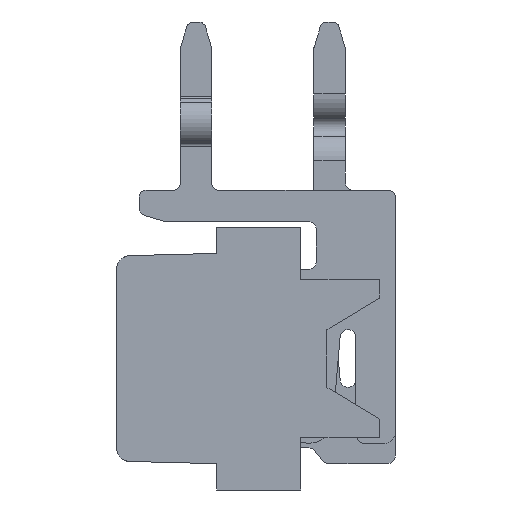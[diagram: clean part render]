
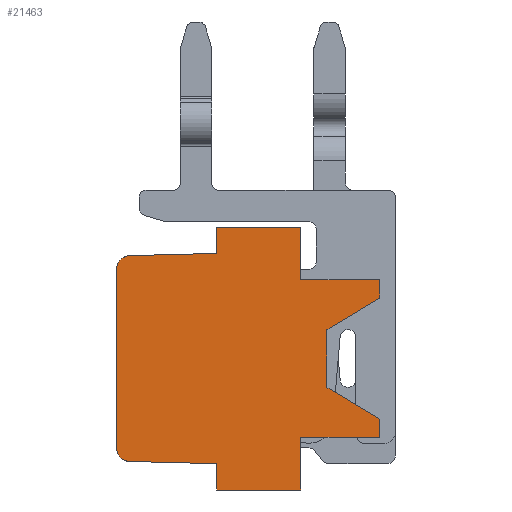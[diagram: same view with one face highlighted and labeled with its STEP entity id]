
A CAD part, left-side view. The second image highlights one B-rep face of the part: STEP entity #21463.
In plain terms, the highlighted planar face has unit normal (-1, 0, 0).
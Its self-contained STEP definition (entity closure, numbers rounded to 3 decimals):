
#420=PLANE('',#23120);
#1445=FACE_OUTER_BOUND('',#2507,.T.);
#2507=EDGE_LOOP('',(#18057,#18058,#18059,#18060,#18061,#18062,#18063,#18064,
#18065,#18066,#18067,#18068,#18069,#18070,#18071,#18072,#18073,#18074));
#3519=CIRCLE('',#23121,0.25);
#3520=CIRCLE('',#23122,0.25);
#5025=LINE('',#33651,#7581);
#5047=LINE('',#33698,#7603);
#5151=LINE('',#33897,#7707);
#5152=LINE('',#33901,#7708);
#5153=LINE('',#33905,#7709);
#5154=LINE('',#33906,#7710);
#5155=LINE('',#33908,#7711);
#5156=LINE('',#33910,#7712);
#5157=LINE('',#33912,#7713);
#5158=LINE('',#33914,#7714);
#5159=LINE('',#33916,#7715);
#5160=LINE('',#33918,#7716);
#5161=LINE('',#33919,#7717);
#5162=LINE('',#33921,#7718);
#5163=LINE('',#33923,#7719);
#5164=LINE('',#33925,#7720);
#7581=VECTOR('',#27494,1.6);
#7603=VECTOR('',#27522,1.);
#7707=VECTOR('',#27626,1.);
#7708=VECTOR('',#27629,3.413);
#7709=VECTOR('',#27632,1.657);
#7710=VECTOR('',#27633,0.5);
#7711=VECTOR('',#27634,1.5);
#7712=VECTOR('',#27635,0.35);
#7713=VECTOR('',#27636,1.166);
#7714=VECTOR('',#27637,1.1);
#7715=VECTOR('',#27638,1.166);
#7716=VECTOR('',#27639,0.35);
#7717=VECTOR('',#27640,1.5);
#7718=VECTOR('',#27641,1.6);
#7719=VECTOR('',#27642,0.5);
#7720=VECTOR('',#27643,1.657);
#10063=VERTEX_POINT('',#33647);
#10065=VERTEX_POINT('',#33650);
#10086=VERTEX_POINT('',#33695);
#10087=VERTEX_POINT('',#33697);
#10182=VERTEX_POINT('',#33895);
#10183=VERTEX_POINT('',#33899);
#10184=VERTEX_POINT('',#33900);
#10185=VERTEX_POINT('',#33902);
#10186=VERTEX_POINT('',#33904);
#10187=VERTEX_POINT('',#33907);
#10188=VERTEX_POINT('',#33909);
#10189=VERTEX_POINT('',#33911);
#10190=VERTEX_POINT('',#33913);
#10191=VERTEX_POINT('',#33915);
#10192=VERTEX_POINT('',#33917);
#10193=VERTEX_POINT('',#33920);
#10194=VERTEX_POINT('',#33922);
#10195=VERTEX_POINT('',#33924);
#12839=EDGE_CURVE('',#10063,#10065,#5025,.T.);
#12863=EDGE_CURVE('',#10087,#10086,#5047,.T.);
#12967=EDGE_CURVE('',#10063,#10182,#5151,.T.);
#12968=EDGE_CURVE('',#10183,#10184,#5152,.T.);
#12969=EDGE_CURVE('',#10183,#10185,#3519,.T.);
#12970=EDGE_CURVE('',#10185,#10186,#5153,.T.);
#12971=EDGE_CURVE('',#10186,#10065,#5154,.T.);
#12972=EDGE_CURVE('',#10187,#10182,#5155,.T.);
#12973=EDGE_CURVE('',#10188,#10187,#5156,.T.);
#12974=EDGE_CURVE('',#10188,#10189,#5157,.T.);
#12975=EDGE_CURVE('',#10189,#10190,#5158,.T.);
#12976=EDGE_CURVE('',#10190,#10191,#5159,.T.);
#12977=EDGE_CURVE('',#10192,#10191,#5160,.T.);
#12978=EDGE_CURVE('',#10087,#10192,#5161,.T.);
#12979=EDGE_CURVE('',#10086,#10193,#5162,.T.);
#12980=EDGE_CURVE('',#10193,#10194,#5163,.T.);
#12981=EDGE_CURVE('',#10194,#10195,#5164,.T.);
#12982=EDGE_CURVE('',#10195,#10184,#3520,.T.);
#18057=ORIENTED_EDGE('',*,*,#12968,.F.);
#18058=ORIENTED_EDGE('',*,*,#12969,.T.);
#18059=ORIENTED_EDGE('',*,*,#12970,.T.);
#18060=ORIENTED_EDGE('',*,*,#12971,.T.);
#18061=ORIENTED_EDGE('',*,*,#12839,.F.);
#18062=ORIENTED_EDGE('',*,*,#12967,.T.);
#18063=ORIENTED_EDGE('',*,*,#12972,.F.);
#18064=ORIENTED_EDGE('',*,*,#12973,.F.);
#18065=ORIENTED_EDGE('',*,*,#12974,.T.);
#18066=ORIENTED_EDGE('',*,*,#12975,.T.);
#18067=ORIENTED_EDGE('',*,*,#12976,.T.);
#18068=ORIENTED_EDGE('',*,*,#12977,.F.);
#18069=ORIENTED_EDGE('',*,*,#12978,.F.);
#18070=ORIENTED_EDGE('',*,*,#12863,.T.);
#18071=ORIENTED_EDGE('',*,*,#12979,.T.);
#18072=ORIENTED_EDGE('',*,*,#12980,.T.);
#18073=ORIENTED_EDGE('',*,*,#12981,.T.);
#18074=ORIENTED_EDGE('',*,*,#12982,.T.);
#21463=ADVANCED_FACE('',(#1445),#420,.F.);
#23120=AXIS2_PLACEMENT_3D('',#33898,#27627,#27628);
#23121=AXIS2_PLACEMENT_3D('',#33903,#27630,#27631);
#23122=AXIS2_PLACEMENT_3D('',#33926,#27644,#27645);
#27494=DIRECTION('',(0.,1.,0.));
#27522=DIRECTION('',(0.,0.,1.));
#27626=DIRECTION('',(0.,0.,1.));
#27627=DIRECTION('center_axis',(1.,0.,0.));
#27628=DIRECTION('ref_axis',(0.,0.,1.));
#27629=DIRECTION('',(0.,0.,1.));
#27630=DIRECTION('center_axis',(-1.,0.,0.));
#27631=DIRECTION('ref_axis',(0.,1.,0.));
#27632=DIRECTION('',(0.,-1.,-0.026));
#27633=DIRECTION('',(0.,0.,-1.));
#27634=DIRECTION('',(0.,1.,0.));
#27635=DIRECTION('',(0.,0.,-1.));
#27636=DIRECTION('',(0.,0.857,0.514));
#27637=DIRECTION('',(0.,0.,1.));
#27638=DIRECTION('',(0.,-0.857,0.514));
#27639=DIRECTION('',(0.,0.,-1.));
#27640=DIRECTION('',(0.,-1.,0.));
#27641=DIRECTION('',(0.,1.,0.));
#27642=DIRECTION('',(0.,0.,-1.));
#27643=DIRECTION('',(0.,1.,-0.026));
#27644=DIRECTION('center_axis',(-1.,0.,0.));
#27645=DIRECTION('ref_axis',(0.,0.026,1.));
#33647=CARTESIAN_POINT('',(-32.625,16.931,-4.45));
#33650=CARTESIAN_POINT('',(-32.625,18.531,-4.45));
#33651=CARTESIAN_POINT('',(-32.625,16.931,-4.45));
#33695=CARTESIAN_POINT('',(-32.625,16.931,0.55));
#33697=CARTESIAN_POINT('',(-32.625,16.931,-0.45));
#33698=CARTESIAN_POINT('',(-32.625,16.931,-0.45));
#33895=CARTESIAN_POINT('',(-32.625,16.931,-3.45));
#33897=CARTESIAN_POINT('',(-32.625,16.931,-4.45));
#33898=CARTESIAN_POINT('Origin',(-32.625,17.931,-1.95));
#33899=CARTESIAN_POINT('',(-32.625,20.431,-3.657));
#33900=CARTESIAN_POINT('',(-32.625,20.431,-0.243));
#33901=CARTESIAN_POINT('',(-32.625,20.431,-3.657));
#33902=CARTESIAN_POINT('',(-32.625,20.187,-3.907));
#33903=CARTESIAN_POINT('Origin',(-32.625,20.181,-3.657));
#33904=CARTESIAN_POINT('',(-32.625,18.531,-3.95));
#33905=CARTESIAN_POINT('',(-32.625,20.187,-3.907));
#33906=CARTESIAN_POINT('',(-32.625,18.531,-3.95));
#33907=CARTESIAN_POINT('',(-32.625,15.431,-3.45));
#33908=CARTESIAN_POINT('',(-32.625,15.431,-3.45));
#33909=CARTESIAN_POINT('',(-32.625,15.431,-3.1));
#33910=CARTESIAN_POINT('',(-32.625,15.431,-3.1));
#33911=CARTESIAN_POINT('',(-32.625,16.431,-2.5));
#33912=CARTESIAN_POINT('',(-32.625,15.431,-3.1));
#33913=CARTESIAN_POINT('',(-32.625,16.431,-1.4));
#33914=CARTESIAN_POINT('',(-32.625,16.431,-2.5));
#33915=CARTESIAN_POINT('',(-32.625,15.431,-0.8));
#33916=CARTESIAN_POINT('',(-32.625,16.431,-1.4));
#33917=CARTESIAN_POINT('',(-32.625,15.431,-0.45));
#33918=CARTESIAN_POINT('',(-32.625,15.431,-0.45));
#33919=CARTESIAN_POINT('',(-32.625,16.931,-0.45));
#33920=CARTESIAN_POINT('',(-32.625,18.531,0.55));
#33921=CARTESIAN_POINT('',(-32.625,16.931,0.55));
#33922=CARTESIAN_POINT('',(-32.625,18.531,0.05));
#33923=CARTESIAN_POINT('',(-32.625,18.531,0.55));
#33924=CARTESIAN_POINT('',(-32.625,20.187,0.007));
#33925=CARTESIAN_POINT('',(-32.625,18.531,0.05));
#33926=CARTESIAN_POINT('Origin',(-32.625,20.181,-0.243));
